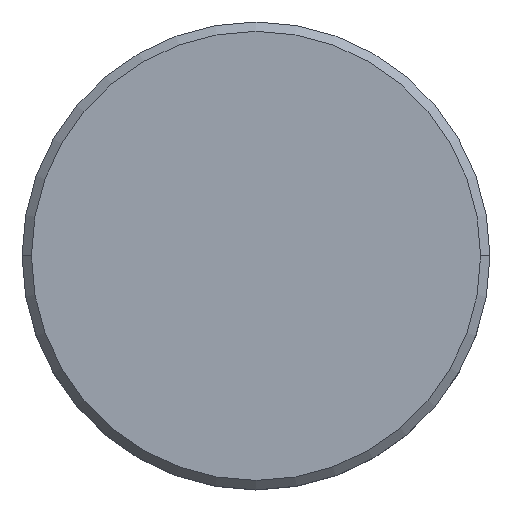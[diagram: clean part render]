
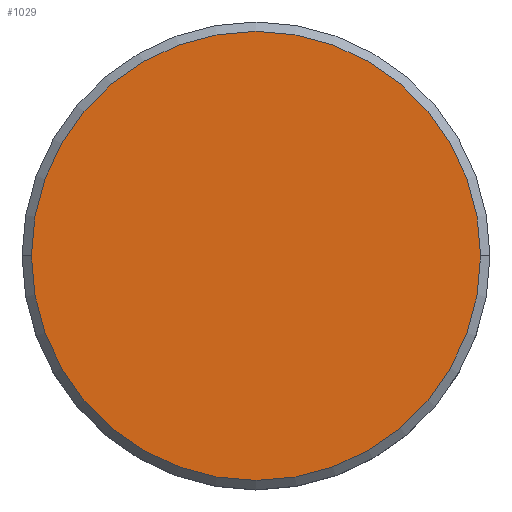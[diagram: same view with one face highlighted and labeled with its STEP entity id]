
A CAD part, top view. The second image highlights one B-rep face of the part: STEP entity #1029.
In plain terms, the highlighted planar face has unit normal (0, 0, 1).
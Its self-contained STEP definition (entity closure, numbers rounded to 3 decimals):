
#26 = CIRCLE ( 'NONE', #634, 12. ) ;
#73 = CIRCLE ( 'NONE', #1143, 12. ) ;
#110 = VERTEX_POINT ( 'NONE', #1066 ) ;
#172 = CARTESIAN_POINT ( 'NONE',  ( 0., 0., 0. ) ) ;
#173 = CARTESIAN_POINT ( 'NONE',  ( 12., 0., 0. ) ) ;
#201 = DIRECTION ( 'NONE',  ( 0., 0., 1. ) ) ;
#260 = EDGE_CURVE ( 'NONE', #589, #110, #73, .T. ) ;
#321 = EDGE_CURVE ( 'NONE', #110, #589, #26, .T. ) ;
#380 = CARTESIAN_POINT ( 'NONE',  ( 0., 0., 0. ) ) ;
#389 = DIRECTION ( 'NONE',  ( 0., 0., 1. ) ) ;
#532 = ORIENTED_EDGE ( 'NONE', *, *, #260, .T. ) ;
#589 = VERTEX_POINT ( 'NONE', #173 ) ;
#612 = PLANE ( 'NONE',  #801 ) ;
#634 = AXIS2_PLACEMENT_3D ( 'NONE', #645, #389, #812 ) ;
#645 = CARTESIAN_POINT ( 'NONE',  ( 0., 0., 0. ) ) ;
#723 = ORIENTED_EDGE ( 'NONE', *, *, #321, .T. ) ;
#801 = AXIS2_PLACEMENT_3D ( 'NONE', #172, #957, #880 ) ;
#812 = DIRECTION ( 'NONE',  ( 1., 0., 0. ) ) ;
#818 = DIRECTION ( 'NONE',  ( 1., 0., 0. ) ) ;
#880 = DIRECTION ( 'NONE',  ( 1., 0., 0. ) ) ;
#957 = DIRECTION ( 'NONE',  ( 0., 0., 1. ) ) ;
#964 = FACE_OUTER_BOUND ( 'NONE', #1049, .T. ) ;
#1029 = ADVANCED_FACE ( 'NONE', ( #964 ), #612, .T. ) ;
#1049 = EDGE_LOOP ( 'NONE', ( #723, #532 ) ) ;
#1066 = CARTESIAN_POINT ( 'NONE',  ( -12., 0., 0. ) ) ;
#1143 = AXIS2_PLACEMENT_3D ( 'NONE', #380, #201, #818 ) ;
